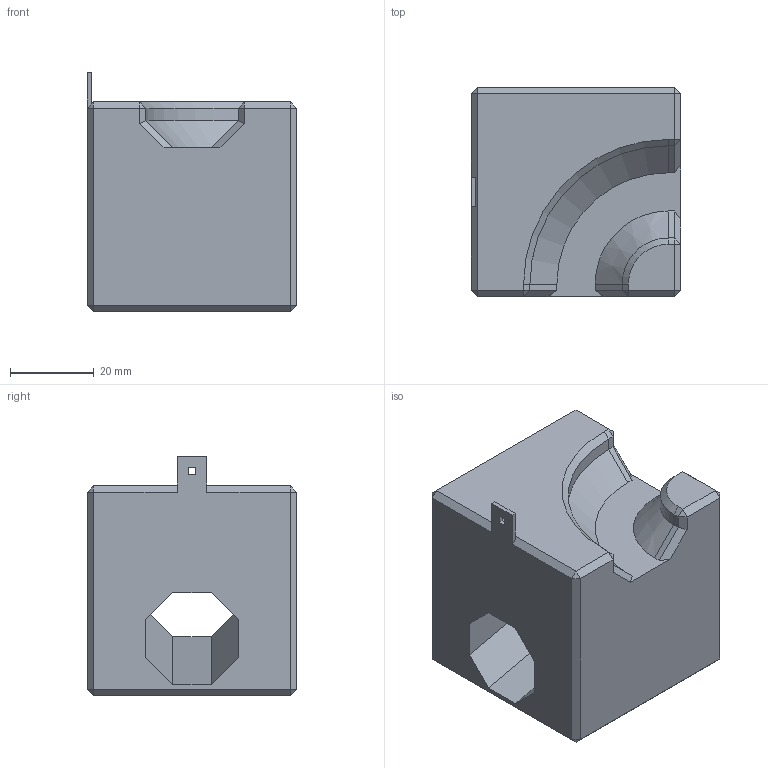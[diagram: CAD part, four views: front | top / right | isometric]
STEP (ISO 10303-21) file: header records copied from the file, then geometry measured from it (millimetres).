
FILE_DESCRIPTION (( 'STEP AP214' ), '1' );
FILE_NAME ('Cuboro_15.STEP', '2022-02-24T20:09:09', ( '' ), ( '' ), 'SwSTEP 2.0', 'SolidWorks 2019', '' );
FILE_SCHEMA (( 'AUTOMOTIVE_DESIGN' ));
Length unit declared in the file: millimetre
Products named in the file (1): Cuboro_15
Bounding box: 50 x 50 x 57 mm (x, y, z)
Volume: 96123 mm3; surface area: 17589.9 mm2
Topology: 1 solids, 1 shells, 76 faces, 174 edges, 100 vertices
Faces by surface type: plane 70, cone 4, cylinder 2
Entity records: 2084 total; most frequent: CARTESIAN_POINT 351, ORIENTED_EDGE 348, DIRECTION 336, EDGE_CURVE 174, LINE 166, VECTOR 166, VERTEX_POINT 100, AXIS2_PLACEMENT_3D 85
